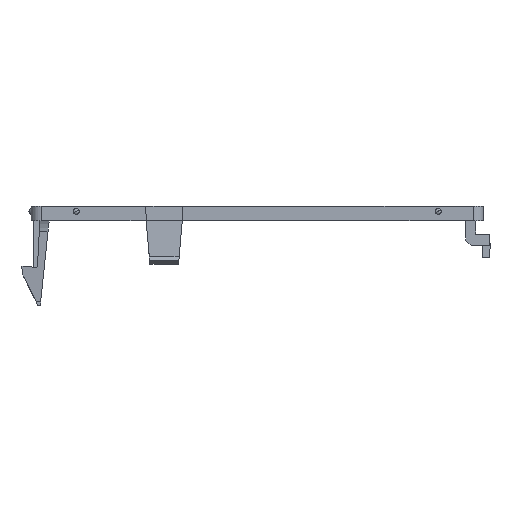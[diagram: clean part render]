
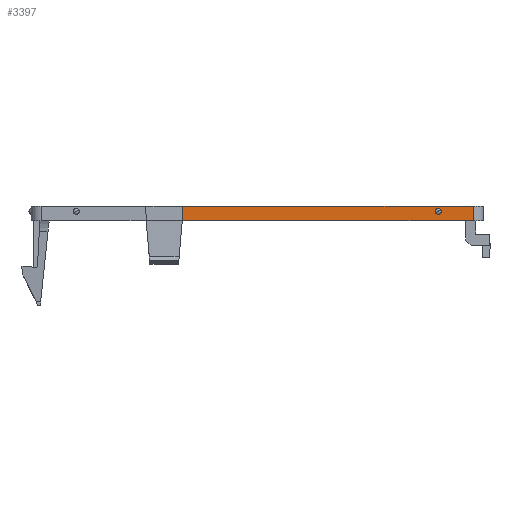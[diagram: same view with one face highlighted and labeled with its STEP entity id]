
A CAD part, left-side view. The second image highlights one B-rep face of the part: STEP entity #3397.
In plain terms, the highlighted planar face has unit normal (-1, 0, 0).
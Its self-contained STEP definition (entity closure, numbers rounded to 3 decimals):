
#3116=AXIS2_PLACEMENT_3D('Plane Axis2P3D',#3113,#3114,#3115) ;
#3381=AXIS2_PLACEMENT_3D('Circle Axis2P3D',#3379,#3380,$) ;
#3390=AXIS2_PLACEMENT_3D('Circle Axis2P3D',#3388,#3389,$) ;
#3113=CARTESIAN_POINT('Axis2P3D Location',(0.2,3.25,19.279)) ;
#3332=CARTESIAN_POINT('Vertex',(0.2,59.5,16.479)) ;
#3335=CARTESIAN_POINT('Line Origine',(0.2,59.476,17.879)) ;
#3339=CARTESIAN_POINT('Vertex',(0.2,59.451,19.279)) ;
#3354=CARTESIAN_POINT('Line Origine',(0.2,31.375,16.479)) ;
#3358=CARTESIAN_POINT('Vertex',(0.2,3.25,16.479)) ;
#3361=CARTESIAN_POINT('Line Origine',(0.2,3.25,17.879)) ;
#3365=CARTESIAN_POINT('Vertex',(0.2,3.25,19.279)) ;
#3368=CARTESIAN_POINT('Line Origine',(0.2,31.351,19.279)) ;
#3379=CARTESIAN_POINT('Axis2P3D Location',(0.2,10.,18.279)) ;
#3383=CARTESIAN_POINT('Vertex',(0.2,10.512,18.)) ;
#3385=CARTESIAN_POINT('Vertex',(0.2,9.488,18.559)) ;
#3388=CARTESIAN_POINT('Axis2P3D Location',(0.2,10.,18.279)) ;
#3114=DIRECTION('Axis2P3D Direction',(-1.,0.,-0.)) ;
#3115=DIRECTION('Axis2P3D XDirection',(0.,1.,0.)) ;
#3336=DIRECTION('Vector Direction',(0.,-0.017,1.)) ;
#3355=DIRECTION('Vector Direction',(0.,1.,0.)) ;
#3362=DIRECTION('Vector Direction',(0.,0.,-1.)) ;
#3369=DIRECTION('Vector Direction',(0.,1.,0.)) ;
#3380=DIRECTION('Axis2P3D Direction',(-1.,0.,-0.)) ;
#3389=DIRECTION('Axis2P3D Direction',(-1.,0.,-0.)) ;
#3337=VECTOR('Line Direction',#3336,1.) ;
#3356=VECTOR('Line Direction',#3355,1.) ;
#3363=VECTOR('Line Direction',#3362,1.) ;
#3370=VECTOR('Line Direction',#3369,1.) ;
#3374=ORIENTED_EDGE('',*,*,#3360,.T.) ;
#3375=ORIENTED_EDGE('',*,*,#3367,.F.) ;
#3376=ORIENTED_EDGE('',*,*,#3372,.F.) ;
#3377=ORIENTED_EDGE('',*,*,#3341,.F.) ;
#3394=ORIENTED_EDGE('',*,*,#3387,.F.) ;
#3395=ORIENTED_EDGE('',*,*,#3392,.F.) ;
#3396=FACE_BOUND('',#3393,.T.) ;
#3397=ADVANCED_FACE('64785_IE-FC-DIP-BP.1\\57218 AFPL PWB 2ST FC.1\\BLPL DO FC',(#3378,#3396),#3117,.T.) ;
#3382=CIRCLE('generated circle',#3381,0.583) ;
#3391=CIRCLE('generated circle',#3390,0.583) ;
#3341=EDGE_CURVE('',#3333,#3340,#3338,.T.) ;
#3360=EDGE_CURVE('',#3333,#3359,#3357,.F.) ;
#3367=EDGE_CURVE('',#3366,#3359,#3364,.T.) ;
#3372=EDGE_CURVE('',#3340,#3366,#3371,.F.) ;
#3387=EDGE_CURVE('',#3384,#3386,#3382,.T.) ;
#3392=EDGE_CURVE('',#3386,#3384,#3391,.T.) ;
#3373=EDGE_LOOP('',(#3374,#3375,#3376,#3377)) ;
#3393=EDGE_LOOP('',(#3394,#3395)) ;
#3378=FACE_OUTER_BOUND('',#3373,.T.) ;
#3338=LINE('Line',#3335,#3337) ;
#3357=LINE('Line',#3354,#3356) ;
#3364=LINE('Line',#3361,#3363) ;
#3371=LINE('Line',#3368,#3370) ;
#3117=PLANE('',#3116) ;
#3333=VERTEX_POINT('',#3332) ;
#3340=VERTEX_POINT('',#3339) ;
#3359=VERTEX_POINT('',#3358) ;
#3366=VERTEX_POINT('',#3365) ;
#3384=VERTEX_POINT('',#3383) ;
#3386=VERTEX_POINT('',#3385) ;
